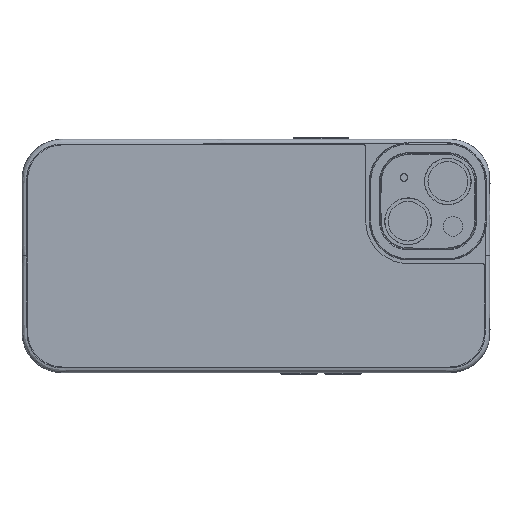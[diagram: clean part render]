
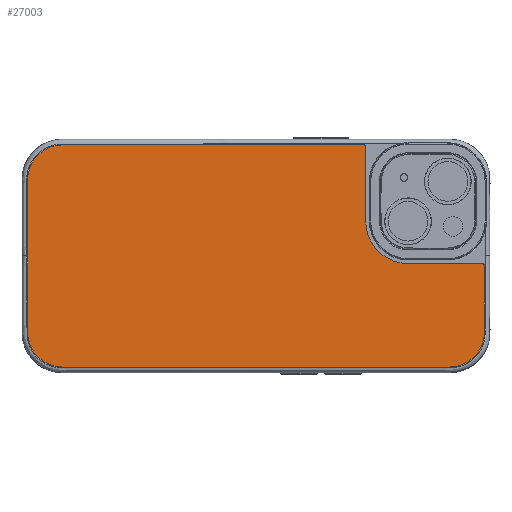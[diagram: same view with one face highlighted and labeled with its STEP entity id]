
A CAD part, top view. The second image highlights one B-rep face of the part: STEP entity #27003.
In plain terms, the highlighted planar face has unit normal (0, 0, 1).
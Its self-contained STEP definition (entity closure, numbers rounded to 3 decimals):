
#25720=DIRECTION('',(0.,1.,0.));
#25721=VECTOR('',#25720,12.565);
#25722=CARTESIAN_POINT('',(37.551,11.225,5.527));
#25723=LINE('',#25722,#25721);
#25727=CARTESIAN_POINT('',(48.823,11.225,5.527));
#25728=DIRECTION('',(0.,0.,-1.));
#25729=DIRECTION('',(0.,-1.,0.));
#25730=AXIS2_PLACEMENT_3D('',#25727,#25728,#25729);
#25735=DIRECTION('',(-1.,0.,0.));
#25736=VECTOR('',#25735,12.553);
#25737=CARTESIAN_POINT('',(61.376,-0.047,
5.527));
#25738=LINE('',#25737,#25736);
#25742=CARTESIAN_POINT('',(61.376,11.225,5.527));
#25743=DIRECTION('',(0.,0.,-1.));
#25744=DIRECTION('',(1.,0.,0.));
#25745=AXIS2_PLACEMENT_3D('',#25742,#25743,#25744);
#25750=DIRECTION('',(0.,-1.,0.));
#25751=VECTOR('',#25750,12.565);
#25752=CARTESIAN_POINT('',(72.648,23.79,5.527));
#25753=LINE('',#25752,#25751);
#25757=CARTESIAN_POINT('',(61.376,23.79,5.527));
#25758=DIRECTION('',(0.,0.,-1.));
#25759=DIRECTION('',(0.,1.,0.));
#25760=AXIS2_PLACEMENT_3D('',#25757,#25758,#25759);
#25765=DIRECTION('',(1.,0.,0.));
#25766=VECTOR('',#25765,12.553);
#25767=CARTESIAN_POINT('',(48.823,35.062,5.527));
#25768=LINE('',#25767,#25766);
#25772=CARTESIAN_POINT('',(48.823,23.79,5.527));
#25773=DIRECTION('',(0.,0.,-1.));
#25774=DIRECTION('',(-1.,0.,0.));
#25775=AXIS2_PLACEMENT_3D('',#25772,#25773,#25774);
#25780=DIRECTION('',(1.,0.,0.));
#25781=VECTOR('',#25780,106.973);
#25782=CARTESIAN_POINT('',(-62.087,35.596,
5.527));
#25783=LINE('',#25782,#25781);
#25787=DIRECTION('',(0.,-1.,0.));
#25788=VECTOR('',#25787,31.8);
#25789=CARTESIAN_POINT('',(73.187,7.304,5.527));
#25790=LINE('',#25789,#25788);
#25794=CARTESIAN_POINT('',(62.087,-24.496,
5.527));
#25795=DIRECTION('',(0.,0.,-1.));
#25796=DIRECTION('',(1.,0.,0.));
#25797=AXIS2_PLACEMENT_3D('',#25794,#25795,#25796);
#25802=DIRECTION('',(-1.,0.,0.));
#25803=VECTOR('',#25802,124.174);
#25804=CARTESIAN_POINT('',(62.087,-35.596,
5.527));
#25805=LINE('',#25804,#25803);
#25809=CARTESIAN_POINT('',(-62.087,-24.496,
5.527));
#25810=DIRECTION('',(0.,0.,-1.));
#25811=DIRECTION('',(0.,-1.,0.));
#25812=AXIS2_PLACEMENT_3D('',#25809,#25810,#25811);
#25817=DIRECTION('',(0.,1.,0.));
#25818=VECTOR('',#25817,48.992);
#25819=CARTESIAN_POINT('',(-73.187,-24.496,
5.527));
#25820=LINE('',#25819,#25818);
#25824=CARTESIAN_POINT('',(-62.087,24.496,
5.527));
#25825=DIRECTION('',(0.,0.,-1.));
#25826=DIRECTION('',(-1.,0.,0.));
#25827=AXIS2_PLACEMENT_3D('',#25824,#25825,#25826);
#25989=CARTESIAN_POINT('',(44.886,35.596,5.527));
#26011=CARTESIAN_POINT('',(48.823,23.79,5.527));
#26012=DIRECTION('',(0.,0.,1.));
#26013=DIRECTION('',(0.,1.,0.));
#26014=AXIS2_PLACEMENT_3D('',#26011,#26012,#26013);
#26026=DIRECTION('',(-1.,0.,0.));
#26027=VECTOR('',#26026,12.553);
#26028=CARTESIAN_POINT('',(61.376,36.235,5.527));
#26029=LINE('',#26028,#26027);
#26040=CARTESIAN_POINT('',(61.376,23.79,5.527));
#26041=DIRECTION('',(0.,0.,1.));
#26042=DIRECTION('',(1.,0.,0.));
#26043=AXIS2_PLACEMENT_3D('',#26040,#26041,#26042);
#26048=DIRECTION('',(0.,1.,0.));
#26049=VECTOR('',#26048,12.565);
#26050=CARTESIAN_POINT('',(73.82,11.225,5.527));
#26051=LINE('',#26050,#26049);
#26055=CARTESIAN_POINT('',(61.376,11.225,5.527));
#26056=DIRECTION('',(0.,0.,1.));
#26057=DIRECTION('',(0.949,-0.315,0.));
#26058=AXIS2_PLACEMENT_3D('',#26055,#26056,#26057);
#26073=CARTESIAN_POINT('',(73.187,7.304,5.527));
#26233=CARTESIAN_POINT('',(73.187,-24.496,
5.527));
#26234=CARTESIAN_POINT('',(62.087,-35.596,
5.527));
#26235=VERTEX_POINT('',#26233);
#26236=VERTEX_POINT('',#26234);
#26237=CARTESIAN_POINT('',(-62.087,-35.596,
5.527));
#26238=VERTEX_POINT('',#26237);
#26239=CARTESIAN_POINT('',(-73.187,-24.496,
5.527));
#26240=VERTEX_POINT('',#26239);
#26241=CARTESIAN_POINT('',(-73.187,24.496,
5.527));
#26242=VERTEX_POINT('',#26241);
#26243=CARTESIAN_POINT('',(-62.087,35.596,
5.527));
#26244=VERTEX_POINT('',#26243);
#26283=CARTESIAN_POINT('',(37.551,11.225,5.527));
#26284=CARTESIAN_POINT('',(37.551,23.79,5.527));
#26285=VERTEX_POINT('',#26283);
#26286=VERTEX_POINT('',#26284);
#26291=CARTESIAN_POINT('',(48.823,35.062,5.527));
#26292=VERTEX_POINT('',#26291);
#26295=CARTESIAN_POINT('',(61.376,35.062,5.527));
#26296=VERTEX_POINT('',#26295);
#26299=CARTESIAN_POINT('',(72.648,23.79,5.527));
#26300=VERTEX_POINT('',#26299);
#26303=CARTESIAN_POINT('',(72.648,11.225,5.527));
#26304=VERTEX_POINT('',#26303);
#26307=CARTESIAN_POINT('',(61.376,-0.047,
5.527));
#26308=VERTEX_POINT('',#26307);
#26311=CARTESIAN_POINT('',(48.823,-0.047,
5.527));
#26312=VERTEX_POINT('',#26311);
#26315=CARTESIAN_POINT('',(73.82,11.225,5.527));
#26316=CARTESIAN_POINT('',(73.82,23.79,5.527));
#26317=VERTEX_POINT('',#26315);
#26318=VERTEX_POINT('',#26316);
#26319=CARTESIAN_POINT('',(61.376,36.235,5.527));
#26320=VERTEX_POINT('',#26319);
#26321=CARTESIAN_POINT('',(48.823,36.235,5.527));
#26322=VERTEX_POINT('',#26321);
#26335=VERTEX_POINT('',#25989);
#26336=VERTEX_POINT('',#26073);
#26955=CARTESIAN_POINT('',(-87.419,-64.498,5.527));
#26956=DIRECTION('',(0.,0.,1.));
#26957=DIRECTION('',(1.,0.,0.));
#26958=AXIS2_PLACEMENT_3D('',#26955,#26956,#26957);
#26959=PLANE('',#26958);
#26961=ORIENTED_EDGE('',*,*,#26960,.T.);
#26963=ORIENTED_EDGE('',*,*,#26962,.F.);
#26965=ORIENTED_EDGE('',*,*,#26964,.F.);
#26967=ORIENTED_EDGE('',*,*,#26966,.F.);
#26969=ORIENTED_EDGE('',*,*,#26968,.F.);
#26971=ORIENTED_EDGE('',*,*,#26970,.F.);
#26973=ORIENTED_EDGE('',*,*,#26972,.T.);
#26975=ORIENTED_EDGE('',*,*,#26974,.T.);
#26977=ORIENTED_EDGE('',*,*,#26976,.T.);
#26979=ORIENTED_EDGE('',*,*,#26978,.T.);
#26981=ORIENTED_EDGE('',*,*,#26980,.T.);
#26983=ORIENTED_EDGE('',*,*,#26982,.T.);
#26984=EDGE_LOOP('',(#26961,#26963,#26965,#26967,#26969,#26971,#26973,#26975,
#26977,#26979,#26981,#26983));
#26985=FACE_OUTER_BOUND('',#26984,.F.);
#26987=ORIENTED_EDGE('',*,*,#26986,.F.);
#26989=ORIENTED_EDGE('',*,*,#26988,.F.);
#26991=ORIENTED_EDGE('',*,*,#26990,.F.);
#26992=ORIENTED_EDGE('',*,*,#26945,.F.);
#26994=ORIENTED_EDGE('',*,*,#26993,.F.);
#26996=ORIENTED_EDGE('',*,*,#26995,.F.);
#26998=ORIENTED_EDGE('',*,*,#26997,.F.);
#27000=ORIENTED_EDGE('',*,*,#26999,.F.);
#27001=EDGE_LOOP('',(#26987,#26989,#26991,#26992,#26994,#26996,#26998,#27000));
#27002=FACE_BOUND('',#27001,.F.);
#25731=CIRCLE('',#25730,11.272);
#25746=CIRCLE('',#25745,11.272);
#25761=CIRCLE('',#25760,11.272);
#25776=CIRCLE('',#25775,11.272);
#25798=CIRCLE('',#25797,11.1);
#25813=CIRCLE('',#25812,11.1);
#25828=CIRCLE('',#25827,11.1);
#26015=CIRCLE('',#26014,12.445);
#26044=CIRCLE('',#26043,12.445);
#26059=CIRCLE('',#26058,12.445);
#26945=EDGE_CURVE('',#26304,#26308,#25746,.T.);
#26960=EDGE_CURVE('',#26244,#26335,#25783,.T.);
#26962=EDGE_CURVE('',#26322,#26335,#26015,.T.);
#26964=EDGE_CURVE('',#26320,#26322,#26029,.T.);
#26966=EDGE_CURVE('',#26318,#26320,#26044,.T.);
#26968=EDGE_CURVE('',#26317,#26318,#26051,.T.);
#26970=EDGE_CURVE('',#26336,#26317,#26059,.T.);
#26972=EDGE_CURVE('',#26336,#26235,#25790,.T.);
#26974=EDGE_CURVE('',#26235,#26236,#25798,.T.);
#26976=EDGE_CURVE('',#26236,#26238,#25805,.T.);
#26978=EDGE_CURVE('',#26238,#26240,#25813,.T.);
#26980=EDGE_CURVE('',#26240,#26242,#25820,.T.);
#26982=EDGE_CURVE('',#26242,#26244,#25828,.T.);
#26986=EDGE_CURVE('',#26285,#26286,#25723,.T.);
#26988=EDGE_CURVE('',#26312,#26285,#25731,.T.);
#26990=EDGE_CURVE('',#26308,#26312,#25738,.T.);
#26993=EDGE_CURVE('',#26300,#26304,#25753,.T.);
#26995=EDGE_CURVE('',#26296,#26300,#25761,.T.);
#26997=EDGE_CURVE('',#26292,#26296,#25768,.T.);
#26999=EDGE_CURVE('',#26286,#26292,#25776,.T.);
#27003=ADVANCED_FACE('',(#26985,#27002),#26959,.T.);
